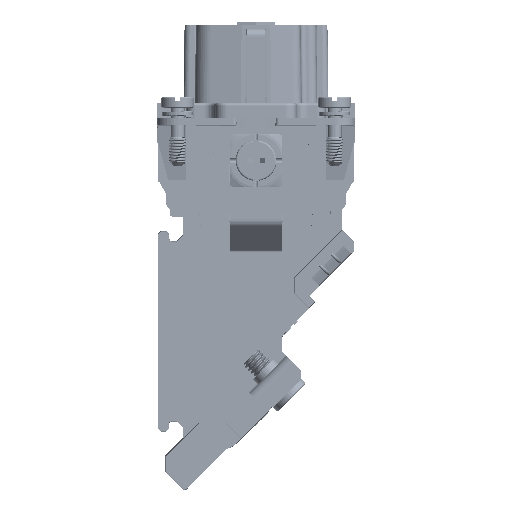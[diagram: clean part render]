
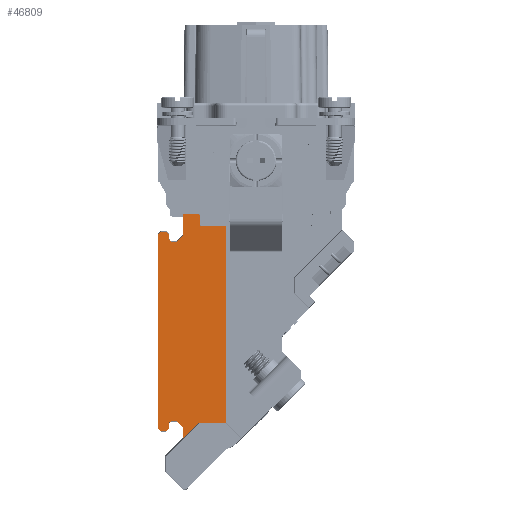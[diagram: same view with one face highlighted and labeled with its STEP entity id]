
A CAD part, front view. The second image highlights one B-rep face of the part: STEP entity #46809.
In plain terms, the highlighted planar face has unit normal (0, -1, 0).
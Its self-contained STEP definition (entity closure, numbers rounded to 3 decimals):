
#40553=CIRCLE('',#174855,0.601);
#40554=CIRCLE('',#174856,0.601);
#46809=ADVANCED_FACE('',(#57628),#51434,.T.);
#51434=PLANE('',#174857);
#57628=FACE_OUTER_BOUND('',#64497,.T.);
#64497=EDGE_LOOP('',(#124526,#124527,#124528,#124529,#124530,#124531,#124532,
#124533,#124534,#124535,#124536,#124537,#124538,#124539,#124540,#124541,
#124542,#124543,#124544,#124545,#124546,#124547,#124548,#124549,#124550));
#76823=LINE('',#258096,#89354);
#76835=LINE('',#258136,#89366);
#76836=LINE('',#258138,#89367);
#76837=LINE('',#258140,#89368);
#76838=LINE('',#258142,#89369);
#76839=LINE('',#258146,#89370);
#76840=LINE('',#258148,#89371);
#76841=LINE('',#258150,#89372);
#76842=LINE('',#258152,#89373);
#76843=LINE('',#258154,#89374);
#76844=LINE('',#258156,#89375);
#76845=LINE('',#258158,#89376);
#76846=LINE('',#258160,#89377);
#76847=LINE('',#258162,#89378);
#76848=LINE('',#258166,#89379);
#76849=LINE('',#258168,#89380);
#76850=LINE('',#258170,#89381);
#76851=LINE('',#258172,#89382);
#76852=LINE('',#258174,#89383);
#76853=LINE('',#258176,#89384);
#76854=LINE('',#258178,#89385);
#89354=VECTOR('',#205061,1.);
#89366=VECTOR('',#205079,1.);
#89367=VECTOR('',#205080,1.);
#89368=VECTOR('',#205081,1.);
#89369=VECTOR('',#205082,1.);
#89370=VECTOR('',#205085,1.);
#89371=VECTOR('',#205086,1.);
#89372=VECTOR('',#205087,1.);
#89373=VECTOR('',#205088,1.);
#89374=VECTOR('',#205089,1.);
#89375=VECTOR('',#205090,1.);
#89376=VECTOR('',#205091,1.);
#89377=VECTOR('',#205092,1.);
#89378=VECTOR('',#205093,1.);
#89379=VECTOR('',#205096,1.);
#89380=VECTOR('',#205097,1.);
#89381=VECTOR('',#205098,1.);
#89382=VECTOR('',#205099,1.);
#89383=VECTOR('',#205100,1.);
#89384=VECTOR('',#205101,1.);
#89385=VECTOR('',#205102,1.);
#124526=ORIENTED_EDGE('',*,*,#160170,.F.);
#124527=ORIENTED_EDGE('',*,*,#160171,.T.);
#124528=ORIENTED_EDGE('',*,*,#160172,.F.);
#124529=ORIENTED_EDGE('',*,*,#160173,.F.);
#124530=ORIENTED_EDGE('',*,*,#160174,.F.);
#124531=ORIENTED_EDGE('',*,*,#160175,.F.);
#124532=ORIENTED_EDGE('',*,*,#160176,.F.);
#124533=ORIENTED_EDGE('',*,*,#160177,.F.);
#124534=ORIENTED_EDGE('',*,*,#160178,.F.);
#124535=ORIENTED_EDGE('',*,*,#160179,.F.);
#124536=ORIENTED_EDGE('',*,*,#160180,.F.);
#124537=ORIENTED_EDGE('',*,*,#160181,.F.);
#124538=ORIENTED_EDGE('',*,*,#160182,.F.);
#124539=ORIENTED_EDGE('',*,*,#160183,.F.);
#124540=ORIENTED_EDGE('',*,*,#160184,.F.);
#124541=ORIENTED_EDGE('',*,*,#160185,.F.);
#124542=ORIENTED_EDGE('',*,*,#160186,.F.);
#124543=ORIENTED_EDGE('',*,*,#160187,.F.);
#124544=ORIENTED_EDGE('',*,*,#160188,.T.);
#124545=ORIENTED_EDGE('',*,*,#160189,.F.);
#124546=ORIENTED_EDGE('',*,*,#160190,.F.);
#124547=ORIENTED_EDGE('',*,*,#160191,.F.);
#124548=ORIENTED_EDGE('',*,*,#160192,.T.);
#124549=ORIENTED_EDGE('',*,*,#160155,.F.);
#124550=ORIENTED_EDGE('',*,*,#160159,.T.);
#141303=VERTEX_POINT('',#258097);
#141304=VERTEX_POINT('',#258098);
#141305=VERTEX_POINT('',#258103);
#141316=VERTEX_POINT('',#258137);
#141317=VERTEX_POINT('',#258139);
#141318=VERTEX_POINT('',#258141);
#141319=VERTEX_POINT('',#258143);
#141320=VERTEX_POINT('',#258145);
#141321=VERTEX_POINT('',#258147);
#141322=VERTEX_POINT('',#258149);
#141323=VERTEX_POINT('',#258151);
#141324=VERTEX_POINT('',#258153);
#141325=VERTEX_POINT('',#258155);
#141326=VERTEX_POINT('',#258157);
#141327=VERTEX_POINT('',#258159);
#141328=VERTEX_POINT('',#258161);
#141329=VERTEX_POINT('',#258163);
#141330=VERTEX_POINT('',#258165);
#141331=VERTEX_POINT('',#258167);
#141332=VERTEX_POINT('',#258169);
#141333=VERTEX_POINT('',#258171);
#141334=VERTEX_POINT('',#258173);
#141335=VERTEX_POINT('',#258175);
#141336=VERTEX_POINT('',#258177);
#141337=VERTEX_POINT('',#258179);
#160155=EDGE_CURVE('',#141303,#141304,#76823,.T.);
#160159=EDGE_CURVE('',#141303,#141305,#165418,.T.);
#160170=EDGE_CURVE('',#141316,#141305,#76835,.T.);
#160171=EDGE_CURVE('',#141316,#141317,#76836,.T.);
#160172=EDGE_CURVE('',#141318,#141317,#76837,.T.);
#160173=EDGE_CURVE('',#141319,#141318,#76838,.T.);
#160174=EDGE_CURVE('',#141320,#141319,#40553,.T.);
#160175=EDGE_CURVE('',#141321,#141320,#76839,.T.);
#160176=EDGE_CURVE('',#141322,#141321,#76840,.T.);
#160177=EDGE_CURVE('',#141323,#141322,#76841,.T.);
#160178=EDGE_CURVE('',#141324,#141323,#76842,.T.);
#160179=EDGE_CURVE('',#141325,#141324,#76843,.T.);
#160180=EDGE_CURVE('',#141326,#141325,#76844,.T.);
#160181=EDGE_CURVE('',#141327,#141326,#76845,.T.);
#160182=EDGE_CURVE('',#141328,#141327,#76846,.T.);
#160183=EDGE_CURVE('',#141329,#141328,#76847,.T.);
#160184=EDGE_CURVE('',#141330,#141329,#40554,.T.);
#160185=EDGE_CURVE('',#141331,#141330,#76848,.T.);
#160186=EDGE_CURVE('',#141332,#141331,#76849,.T.);
#160187=EDGE_CURVE('',#141333,#141332,#76850,.T.);
#160188=EDGE_CURVE('',#141333,#141334,#76851,.T.);
#160189=EDGE_CURVE('',#141335,#141334,#76852,.T.);
#160190=EDGE_CURVE('',#141336,#141335,#76853,.T.);
#160191=EDGE_CURVE('',#141337,#141336,#76854,.T.);
#160192=EDGE_CURVE('',#141337,#141304,#165421,.T.);
#165418=B_SPLINE_CURVE_WITH_KNOTS('',3,(#258104,#258105,#258106,#258107),
 .UNSPECIFIED.,.F.,.F.,(4,4),(0.,1.),.UNSPECIFIED.);
#165421=B_SPLINE_CURVE_WITH_KNOTS('',3,(#258180,#258181,#258182,#258183),
 .UNSPECIFIED.,.F.,.F.,(4,4),(0.,1.),.UNSPECIFIED.);
#174855=AXIS2_PLACEMENT_3D('',#258144,#205083,#205084);
#174856=AXIS2_PLACEMENT_3D('',#258164,#205094,#205095);
#174857=AXIS2_PLACEMENT_3D('',#258184,#205103,#205104);
#205061=DIRECTION('',(0.,0.,-1.));
#205079=DIRECTION('',(1.,0.,0.));
#205080=DIRECTION('',(0.,0.,-1.));
#205081=DIRECTION('',(0.707,0.,0.707));
#205082=DIRECTION('',(1.,0.,0.));
#205083=DIRECTION('',(0.,-1.,0.));
#205084=DIRECTION('',(-1.,0.,0.));
#205085=DIRECTION('',(0.,0.,-1.));
#205086=DIRECTION('',(0.707,0.,-0.707));
#205087=DIRECTION('',(1.,0.,0.));
#205088=DIRECTION('',(0.707,0.,0.707));
#205089=DIRECTION('',(0.,0.,1.));
#205090=DIRECTION('',(-0.707,0.,0.707));
#205091=DIRECTION('',(-1.,0.,0.));
#205092=DIRECTION('',(-0.707,0.,-0.707));
#205093=DIRECTION('',(0.,0.,-1.));
#205094=DIRECTION('',(0.,-1.,0.));
#205095=DIRECTION('',(0.,0.,1.));
#205096=DIRECTION('',(-1.,0.,0.));
#205097=DIRECTION('',(-0.707,0.,0.707));
#205098=DIRECTION('',(0.,0.,1.));
#205099=DIRECTION('',(0.707,0.,0.707));
#205100=DIRECTION('',(-1.,0.,0.));
#205101=DIRECTION('',(0.,0.,-1.));
#205102=DIRECTION('',(1.,0.,0.));
#205103=DIRECTION('',(0.,-1.,0.));
#205104=DIRECTION('',(-1.,0.,0.));
#258096=CARTESIAN_POINT('',(-9.693,-8.87,-19.431));
#258097=CARTESIAN_POINT('',(-9.693,-8.87,-19.431));
#258098=CARTESIAN_POINT('',(-9.693,-8.87,-20.932));
#258103=CARTESIAN_POINT('',(-9.992,-8.87,-19.132));
#258104=CARTESIAN_POINT('',(-9.693,-8.87,-19.431));
#258105=CARTESIAN_POINT('',(-9.693,-8.87,-19.266));
#258106=CARTESIAN_POINT('',(-9.826,-8.87,-19.132));
#258107=CARTESIAN_POINT('',(-9.992,-8.87,-19.132));
#258136=CARTESIAN_POINT('',(-12.525,-8.87,-19.132));
#258137=CARTESIAN_POINT('',(-12.525,-8.87,-19.132));
#258138=CARTESIAN_POINT('',(-12.525,-8.87,-19.132));
#258139=CARTESIAN_POINT('',(-12.525,-8.87,-22.787));
#258140=CARTESIAN_POINT('',(-13.586,-8.87,-23.848));
#258141=CARTESIAN_POINT('',(-13.586,-8.87,-23.848));
#258142=CARTESIAN_POINT('',(-14.429,-8.87,-23.848));
#258143=CARTESIAN_POINT('',(-14.429,-8.87,-23.848));
#258144=CARTESIAN_POINT('',(-14.429,-8.87,-23.246));
#258145=CARTESIAN_POINT('',(-15.03,-8.87,-23.246));
#258146=CARTESIAN_POINT('',(-15.03,-8.87,-22.587));
#258147=CARTESIAN_POINT('',(-15.03,-8.87,-22.587));
#258148=CARTESIAN_POINT('',(-15.472,-8.87,-22.144));
#258149=CARTESIAN_POINT('',(-15.472,-8.87,-22.144));
#258150=CARTESIAN_POINT('',(-16.341,-8.87,-22.144));
#258151=CARTESIAN_POINT('',(-16.341,-8.87,-22.144));
#258152=CARTESIAN_POINT('',(-16.783,-8.87,-22.587));
#258153=CARTESIAN_POINT('',(-16.783,-8.87,-22.587));
#258154=CARTESIAN_POINT('',(-16.783,-8.87,-55.97));
#258155=CARTESIAN_POINT('',(-16.783,-8.87,-55.97));
#258156=CARTESIAN_POINT('',(-16.341,-8.87,-56.412));
#258157=CARTESIAN_POINT('',(-16.341,-8.87,-56.412));
#258158=CARTESIAN_POINT('',(-15.472,-8.87,-56.412));
#258159=CARTESIAN_POINT('',(-15.472,-8.87,-56.412));
#258160=CARTESIAN_POINT('',(-15.03,-8.87,-55.97));
#258161=CARTESIAN_POINT('',(-15.03,-8.87,-55.97));
#258162=CARTESIAN_POINT('',(-15.03,-8.87,-55.31));
#258163=CARTESIAN_POINT('',(-15.03,-8.87,-55.31));
#258164=CARTESIAN_POINT('',(-14.429,-8.87,-55.31));
#258165=CARTESIAN_POINT('',(-14.429,-8.87,-54.709));
#258166=CARTESIAN_POINT('',(-13.586,-8.87,-54.709));
#258167=CARTESIAN_POINT('',(-13.586,-8.87,-54.709));
#258168=CARTESIAN_POINT('',(-12.525,-8.87,-55.77));
#258169=CARTESIAN_POINT('',(-12.525,-8.87,-55.77));
#258170=CARTESIAN_POINT('',(-12.525,-8.87,-57.716));
#258171=CARTESIAN_POINT('',(-12.525,-8.87,-57.716));
#258172=CARTESIAN_POINT('',(-12.525,-8.87,-57.716));
#258173=CARTESIAN_POINT('',(-9.822,-8.87,-55.014));
#258174=CARTESIAN_POINT('',(-5.173,-8.87,-55.014));
#258175=CARTESIAN_POINT('',(-5.173,-8.87,-55.014));
#258176=CARTESIAN_POINT('',(-5.173,-8.87,-21.232));
#258177=CARTESIAN_POINT('',(-5.173,-8.87,-21.232));
#258178=CARTESIAN_POINT('',(-9.393,-8.87,-21.232));
#258179=CARTESIAN_POINT('',(-9.393,-8.87,-21.232));
#258180=CARTESIAN_POINT('',(-9.393,-8.87,-21.232));
#258181=CARTESIAN_POINT('',(-9.558,-8.87,-21.232));
#258182=CARTESIAN_POINT('',(-9.693,-8.87,-21.098));
#258183=CARTESIAN_POINT('',(-9.693,-8.87,-20.932));
#258184=CARTESIAN_POINT('',(0.,-8.87,0.));
